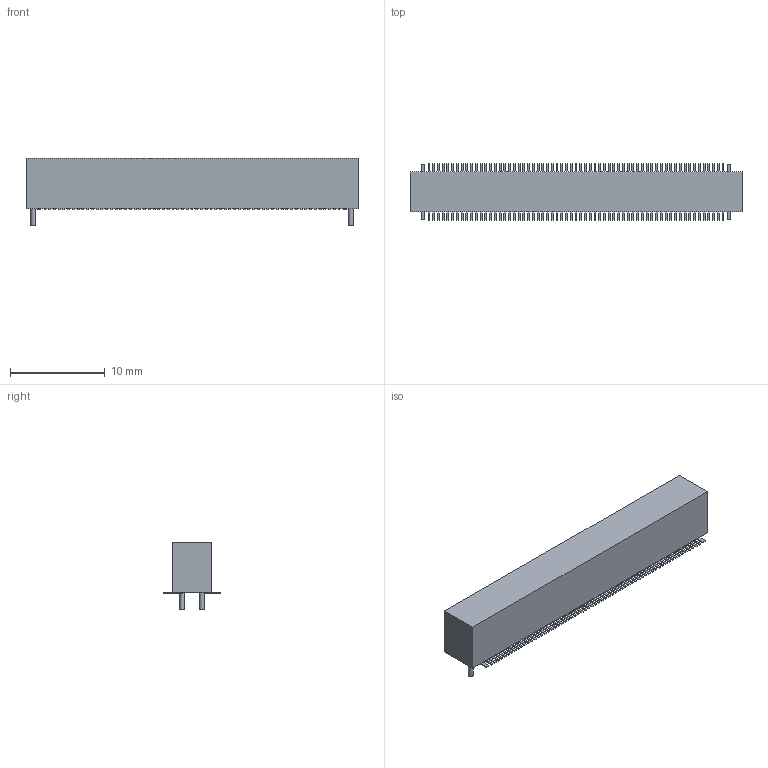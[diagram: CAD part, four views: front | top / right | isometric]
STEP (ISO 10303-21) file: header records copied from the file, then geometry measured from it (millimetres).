
FILE_DESCRIPTION(('FreeCAD Model'),'2;1');
FILE_NAME('1943124.1.1.stp','2020-04-10T19:24:42',( 'Author'),(''),'Open CASCADE STEP processor 6.9','FreeCAD','Unknown' );
FILE_SCHEMA(('AUTOMOTIVE_DESIGN { 1 0 10303 214 1 1 1 1 }'));
Length unit declared in the file: millimetre
Products named in the file (4): ASSEMBLY; Body; Pins; Lugs
Assembly tree (4 placements, depth 2):
  ASSEMBLY
    Body
    Pins
    Lugs  x2
Bounding box: 35 x 5.95 x 7.1 mm (x, y, z)
Volume: 785.7 mm3; surface area: 882.8 mm2
Topology: 135 solids, 135 shells, 798 faces, 1584 edges, 1056 vertices
Faces by surface type: plane 794, cylinder 4
Full cylindrical faces by diameter (mm): 0.5 x4
Entity records: 41550 total; most frequent: CARTESIAN_POINT 6583, DIRECTION 6332, LINE 4726, VECTOR 4726, ORIENTED_EDGE 3156, PCURVE 3156, DEFINITIONAL_REPRESENTATION 3156, EDGE_CURVE 1578
